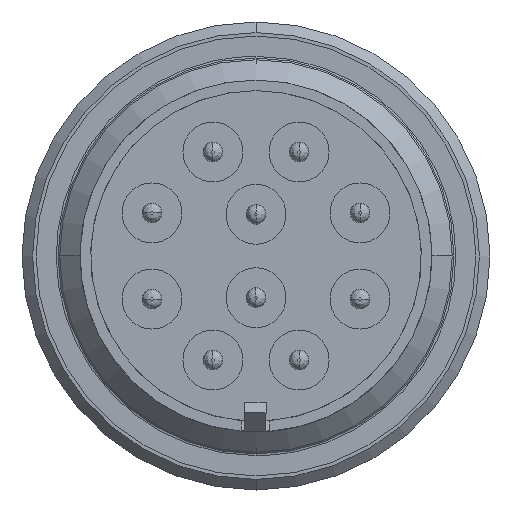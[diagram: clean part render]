
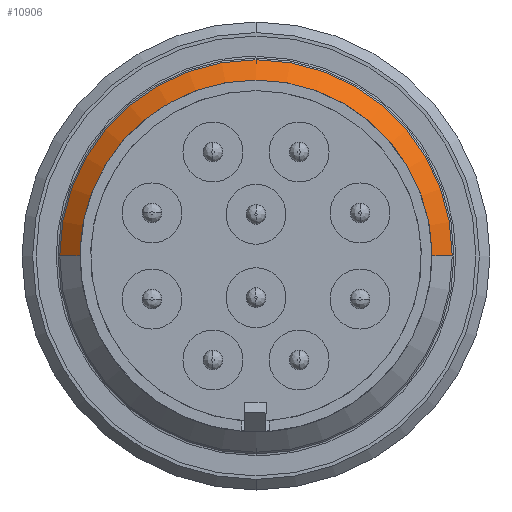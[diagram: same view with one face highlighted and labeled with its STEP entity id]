
A CAD part, front view. The second image highlights one B-rep face of the part: STEP entity #10906.
In plain terms, the highlighted conical face has half-angle 46.432 degrees and reference radius 14.166 mm.
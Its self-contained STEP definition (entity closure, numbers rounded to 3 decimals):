
#323 = DIRECTION ( 'NONE',  ( 0., 1., 0. ) ) ;
#484 = VERTEX_POINT ( 'NONE', #12333 ) ;
#685 = CONICAL_SURFACE ( 'NONE', #11949, 14.166, 0.81 ) ;
#791 = CARTESIAN_POINT ( 'NONE',  ( -14.166, -15.607, 0. ) ) ;
#923 = DIRECTION ( 'NONE',  ( 0., -1., 0. ) ) ;
#1029 = CARTESIAN_POINT ( 'NONE',  ( 14.166, -15.607, 0. ) ) ;
#1106 = DIRECTION ( 'NONE',  ( -1., 0., 0. ) ) ;
#1193 = CIRCLE ( 'NONE', #10886, 12.7 ) ;
#1214 = CIRCLE ( 'NONE', #2756, 14.166 ) ;
#1301 = ORIENTED_EDGE ( 'NONE', *, *, #11664, .F. ) ;
#1316 = ORIENTED_EDGE ( 'NONE', *, *, #12207, .F. ) ;
#2238 = CARTESIAN_POINT ( 'NONE',  ( 14.166, -15.607, 0. ) ) ;
#2639 = CIRCLE ( 'NONE', #13317, 12.7 ) ;
#2756 = AXIS2_PLACEMENT_3D ( 'NONE', #12127, #5319, #13282 ) ;
#2863 = CIRCLE ( 'NONE', #13422, 14.166 ) ;
#3361 = ORIENTED_EDGE ( 'NONE', *, *, #3841, .T. ) ;
#3841 = EDGE_CURVE ( 'NONE', #4875, #14722, #1214, .T. ) ;
#4075 = ORIENTED_EDGE ( 'NONE', *, *, #9280, .T. ) ;
#4089 = FACE_OUTER_BOUND ( 'NONE', #11858, .T. ) ;
#4193 = CARTESIAN_POINT ( 'NONE',  ( -14.166, -15.607, 0. ) ) ;
#4875 = VERTEX_POINT ( 'NONE', #2238 ) ;
#5094 = VERTEX_POINT ( 'NONE', #10860 ) ;
#5128 = LINE ( 'NONE', #1029, #13852 ) ;
#5319 = DIRECTION ( 'NONE',  ( 0., -1., 0. ) ) ;
#6038 = VECTOR ( 'NONE', #11032, 1000. ) ;
#6174 = ORIENTED_EDGE ( 'NONE', *, *, #13841, .F. ) ;
#6324 = CARTESIAN_POINT ( 'NONE',  ( 0., -15.607, 0. ) ) ;
#6397 = LINE ( 'NONE', #4193, #6038 ) ;
#6455 = DIRECTION ( 'NONE',  ( 0., -1., 0. ) ) ;
#6662 = VERTEX_POINT ( 'NONE', #7671 ) ;
#6841 = ORIENTED_EDGE ( 'NONE', *, *, #14005, .T. ) ;
#7482 = DIRECTION ( 'NONE',  ( -1., 0., 0. ) ) ;
#7671 = CARTESIAN_POINT ( 'NONE',  ( 12.7, -17.001, 0. ) ) ;
#7779 = CARTESIAN_POINT ( 'NONE',  ( 0., -17.001, 0. ) ) ;
#7877 = DIRECTION ( 'NONE',  ( 0.725, 0.689, 0. ) ) ;
#8916 = DIRECTION ( 'NONE',  ( 0., 0., 1. ) ) ;
#9280 = EDGE_CURVE ( 'NONE', #14722, #11689, #2863, .T. ) ;
#10165 = CARTESIAN_POINT ( 'NONE',  ( 0., -15.607, 14.166 ) ) ;
#10201 = CARTESIAN_POINT ( 'NONE',  ( 0., -15.607, 0. ) ) ;
#10860 = CARTESIAN_POINT ( 'NONE',  ( -12.7, -17.001, 0. ) ) ;
#10886 = AXIS2_PLACEMENT_3D ( 'NONE', #13297, #6455, #14421 ) ;
#10906 = ADVANCED_FACE ( 'NONE', ( #4089 ), #685, .T. ) ;
#11032 = DIRECTION ( 'NONE',  ( -0.725, 0.689, 0. ) ) ;
#11664 = EDGE_CURVE ( 'NONE', #5094, #11689, #6397, .T. ) ;
#11689 = VERTEX_POINT ( 'NONE', #791 ) ;
#11858 = EDGE_LOOP ( 'NONE', ( #1316, #6841, #3361, #4075, #1301, #6174 ) ) ;
#11949 = AXIS2_PLACEMENT_3D ( 'NONE', #10201, #323, #1106 ) ;
#12127 = CARTESIAN_POINT ( 'NONE',  ( 0., -15.607, 0. ) ) ;
#12207 = EDGE_CURVE ( 'NONE', #6662, #484, #2639, .T. ) ;
#12333 = CARTESIAN_POINT ( 'NONE',  ( 0., -17.001, 12.7 ) ) ;
#13282 = DIRECTION ( 'NONE',  ( -1., 0., 0. ) ) ;
#13297 = CARTESIAN_POINT ( 'NONE',  ( 0., -17.001, 0. ) ) ;
#13317 = AXIS2_PLACEMENT_3D ( 'NONE', #7779, #923, #8916 ) ;
#13422 = AXIS2_PLACEMENT_3D ( 'NONE', #6324, #14279, #7482 ) ;
#13841 = EDGE_CURVE ( 'NONE', #484, #5094, #1193, .T. ) ;
#13852 = VECTOR ( 'NONE', #7877, 1000. ) ;
#14005 = EDGE_CURVE ( 'NONE', #6662, #4875, #5128, .T. ) ;
#14279 = DIRECTION ( 'NONE',  ( 0., -1., 0. ) ) ;
#14421 = DIRECTION ( 'NONE',  ( 0., 0., 1. ) ) ;
#14722 = VERTEX_POINT ( 'NONE', #10165 ) ;
